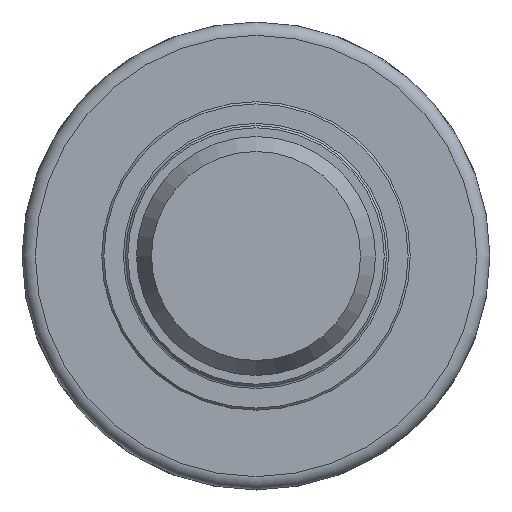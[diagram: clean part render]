
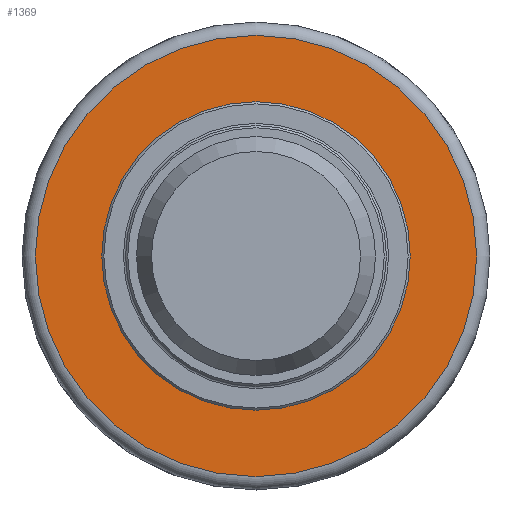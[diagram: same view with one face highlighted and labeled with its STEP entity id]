
A CAD part, left-side view. The second image highlights one B-rep face of the part: STEP entity #1369.
In plain terms, the highlighted planar face has unit normal (-1, 0, 0).
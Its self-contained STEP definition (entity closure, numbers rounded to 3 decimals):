
#76=FACE_BOUND('',#290,.T.);
#110=CIRCLE('',#1493,35.25);
#114=CIRCLE('',#1499,50.772);
#115=CIRCLE('',#1500,50.772);
#207=FACE_OUTER_BOUND('',#289,.T.);
#289=EDGE_LOOP('',(#1048,#1049));
#290=EDGE_LOOP('',(#1050));
#603=VERTEX_POINT('',#2315);
#607=VERTEX_POINT('',#2326);
#608=VERTEX_POINT('',#2327);
#768=EDGE_CURVE('',#603,#603,#110,.T.);
#773=EDGE_CURVE('',#607,#608,#114,.T.);
#774=EDGE_CURVE('',#608,#607,#115,.T.);
#1048=ORIENTED_EDGE('',*,*,#773,.F.);
#1049=ORIENTED_EDGE('',*,*,#774,.F.);
#1050=ORIENTED_EDGE('',*,*,#768,.T.);
#1318=PLANE('',#1498);
#1369=ADVANCED_FACE('',(#207,#76),#1318,.T.);
#1493=AXIS2_PLACEMENT_3D('',#2316,#1770,#1771);
#1498=AXIS2_PLACEMENT_3D('',#2325,#1781,#1782);
#1499=AXIS2_PLACEMENT_3D('',#2328,#1783,#1784);
#1500=AXIS2_PLACEMENT_3D('',#2329,#1785,#1786);
#1770=DIRECTION('center_axis',(1.,0.,0.));
#1771=DIRECTION('ref_axis',(0.,1.,0.));
#1781=DIRECTION('center_axis',(-1.,0.,0.));
#1782=DIRECTION('ref_axis',(0.,0.,
-1.));
#1783=DIRECTION('center_axis',(1.,0.,0.));
#1784=DIRECTION('ref_axis',(0.,1.,0.));
#1785=DIRECTION('center_axis',(1.,0.,0.));
#1786=DIRECTION('ref_axis',(0.,1.,0.));
#2315=CARTESIAN_POINT('',(29.3,-35.25,0.));
#2316=CARTESIAN_POINT('Origin',(29.3,0.,0.));
#2325=CARTESIAN_POINT('Origin',(29.3,-46.615,0.));
#2326=CARTESIAN_POINT('',(29.3,-50.772,0.));
#2327=CARTESIAN_POINT('',(29.3,0.,-50.772));
#2328=CARTESIAN_POINT('Origin',(29.3,0.,0.));
#2329=CARTESIAN_POINT('Origin',(29.3,0.,0.));
